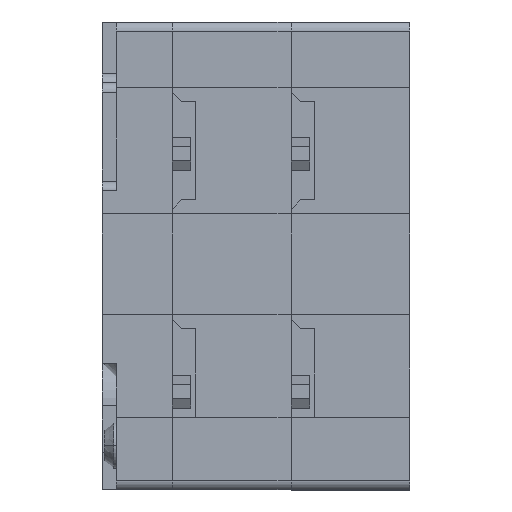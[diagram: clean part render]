
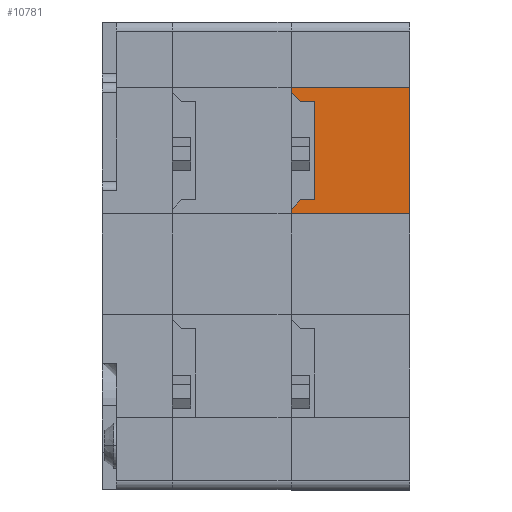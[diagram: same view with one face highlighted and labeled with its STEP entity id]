
A CAD part, front view. The second image highlights one B-rep face of the part: STEP entity #10781.
In plain terms, the highlighted planar face has unit normal (0, -1, 0).
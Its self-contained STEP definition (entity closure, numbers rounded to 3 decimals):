
#125 = EDGE_CURVE ( 'NONE', #12212, #1614, #4184, .T. ) ;
#289 = EDGE_CURVE ( 'NONE', #6142, #3250, #10140, .T. ) ;
#469 = VECTOR ( 'NONE', #1612, 1000. ) ;
#929 = PLANE ( 'NONE',  #10174 ) ;
#1120 = ORIENTED_EDGE ( 'NONE', *, *, #10293, .T. ) ;
#1152 = DIRECTION ( 'NONE',  ( 0., -1., 0. ) ) ;
#1453 = DIRECTION ( 'NONE',  ( 0., 0., -1. ) ) ;
#1612 = DIRECTION ( 'NONE',  ( 0., 0., -1. ) ) ;
#1614 = VERTEX_POINT ( 'NONE', #9706 ) ;
#1736 = ORIENTED_EDGE ( 'NONE', *, *, #289, .F. ) ;
#1886 = VECTOR ( 'NONE', #11181, 1000. ) ;
#2020 = VERTEX_POINT ( 'NONE', #9479 ) ;
#2022 = CARTESIAN_POINT ( 'NONE',  ( 5.9, 0.3, 2.54 ) ) ;
#2075 = CARTESIAN_POINT ( 'NONE',  ( 8.3, 0.3, 2.34 ) ) ;
#2153 = VECTOR ( 'NONE', #1453, 1000. ) ;
#2401 = LINE ( 'NONE', #9928, #2153 ) ;
#2412 = EDGE_CURVE ( 'NONE', #5561, #2773, #5221, .T. ) ;
#2448 = CARTESIAN_POINT ( 'NONE',  ( 6.2, 0.3, 2.04 ) ) ;
#2556 = CARTESIAN_POINT ( 'NONE',  ( 6.2, 0.3, 2.34 ) ) ;
#2669 = VECTOR ( 'NONE', #5375, 1000. ) ;
#2719 = VECTOR ( 'NONE', #11740, 1000. ) ;
#2773 = VERTEX_POINT ( 'NONE', #3399 ) ;
#2816 = ORIENTED_EDGE ( 'NONE', *, *, #6541, .T. ) ;
#2938 = LINE ( 'NONE', #6686, #6465 ) ;
#3072 = ORIENTED_EDGE ( 'NONE', *, *, #2412, .T. ) ;
#3202 = CARTESIAN_POINT ( 'NONE',  ( 6.2, 0.3, 2.34 ) ) ;
#3250 = VERTEX_POINT ( 'NONE', #7090 ) ;
#3399 = CARTESIAN_POINT ( 'NONE',  ( 5.9, 0.3, 2.54 ) ) ;
#4068 = LINE ( 'NONE', #11596, #2669 ) ;
#4079 = CARTESIAN_POINT ( 'NONE',  ( 8.5, 0.3, 2.54 ) ) ;
#4119 = LINE ( 'NONE', #3202, #9291 ) ;
#4184 = LINE ( 'NONE', #10707, #8166 ) ;
#4368 = EDGE_CURVE ( 'NONE', #5046, #5561, #4119, .T. ) ;
#4660 = DIRECTION ( 'NONE',  ( 0., 0., -1. ) ) ;
#4737 = ORIENTED_EDGE ( 'NONE', *, *, #5154, .T. ) ;
#4763 = CARTESIAN_POINT ( 'NONE',  ( 6., 0.3, 2.54 ) ) ;
#4938 = ORIENTED_EDGE ( 'NONE', *, *, #10158, .F. ) ;
#4950 = DIRECTION ( 'NONE',  ( 1., 0., 0. ) ) ;
#5046 = VERTEX_POINT ( 'NONE', #8919 ) ;
#5154 = EDGE_CURVE ( 'NONE', #6142, #8730, #10195, .T. ) ;
#5221 = LINE ( 'NONE', #11680, #2719 ) ;
#5237 = EDGE_CURVE ( 'NONE', #2773, #2020, #2938, .T. ) ;
#5375 = DIRECTION ( 'NONE',  ( -1., 0., 0. ) ) ;
#5561 = VERTEX_POINT ( 'NONE', #4763 ) ;
#5624 = ORIENTED_EDGE ( 'NONE', *, *, #4368, .T. ) ;
#5851 = VECTOR ( 'NONE', #8769, 1000. ) ;
#6142 = VERTEX_POINT ( 'NONE', #8030 ) ;
#6465 = VECTOR ( 'NONE', #4660, 1000. ) ;
#6541 = EDGE_CURVE ( 'NONE', #12072, #1614, #2401, .T. ) ;
#6686 = CARTESIAN_POINT ( 'NONE',  ( 5.9, 0.3, 4.04 ) ) ;
#7090 = CARTESIAN_POINT ( 'NONE',  ( 8.6, 0.3, 0. ) ) ;
#7398 = ORIENTED_EDGE ( 'NONE', *, *, #125, .F. ) ;
#7700 = LINE ( 'NONE', #4079, #5851 ) ;
#7843 = CARTESIAN_POINT ( 'NONE',  ( 8.5, 0.3, 2.54 ) ) ;
#7907 = ORIENTED_EDGE ( 'NONE', *, *, #12147, .F. ) ;
#8030 = CARTESIAN_POINT ( 'NONE',  ( 8.6, 0.3, 2.54 ) ) ;
#8166 = VECTOR ( 'NONE', #8986, 1000. ) ;
#8579 = LINE ( 'NONE', #2556, #1886 ) ;
#8730 = VERTEX_POINT ( 'NONE', #7843 ) ;
#8769 = DIRECTION ( 'NONE',  ( -0.707, 0., -0.707 ) ) ;
#8919 = CARTESIAN_POINT ( 'NONE',  ( 6.2, 0.3, 2.34 ) ) ;
#8986 = DIRECTION ( 'NONE',  ( 1., 0., 0. ) ) ;
#9029 = VECTOR ( 'NONE', #10137, 1000. ) ;
#9291 = VECTOR ( 'NONE', #9792, 1000. ) ;
#9479 = CARTESIAN_POINT ( 'NONE',  ( 5.9, 0.3, 0. ) ) ;
#9706 = CARTESIAN_POINT ( 'NONE',  ( 8.3, 0.3, 2.04 ) ) ;
#9792 = DIRECTION ( 'NONE',  ( -0.707, 0., 0.707 ) ) ;
#9795 = EDGE_LOOP ( 'NONE', ( #1736, #4737, #1120, #2816, #7398, #4938, #5624, #3072, #11294, #7907 ) ) ;
#9928 = CARTESIAN_POINT ( 'NONE',  ( 8.3, 0.3, 2.34 ) ) ;
#10137 = DIRECTION ( 'NONE',  ( -1., 0., 0. ) ) ;
#10140 = LINE ( 'NONE', #10201, #469 ) ;
#10158 = EDGE_CURVE ( 'NONE', #5046, #12212, #8579, .T. ) ;
#10174 = AXIS2_PLACEMENT_3D ( 'NONE', #2022, #1152, #4950 ) ;
#10195 = LINE ( 'NONE', #12047, #9029 ) ;
#10201 = CARTESIAN_POINT ( 'NONE',  ( 8.6, 0.3, 3.74 ) ) ;
#10290 = FACE_OUTER_BOUND ( 'NONE', #9795, .T. ) ;
#10293 = EDGE_CURVE ( 'NONE', #8730, #12072, #7700, .T. ) ;
#10707 = CARTESIAN_POINT ( 'NONE',  ( 6.2, 0.3, 2.04 ) ) ;
#10781 = ADVANCED_FACE ( 'NONE', ( #10290 ), #929, .T. ) ;
#11181 = DIRECTION ( 'NONE',  ( 0., 0., -1. ) ) ;
#11294 = ORIENTED_EDGE ( 'NONE', *, *, #5237, .T. ) ;
#11596 = CARTESIAN_POINT ( 'NONE',  ( 8.6, 0.3, 0. ) ) ;
#11680 = CARTESIAN_POINT ( 'NONE',  ( 5.9, 0.3, 2.54 ) ) ;
#11740 = DIRECTION ( 'NONE',  ( -1., 0., 0. ) ) ;
#12047 = CARTESIAN_POINT ( 'NONE',  ( 5.9, 0.3, 2.54 ) ) ;
#12072 = VERTEX_POINT ( 'NONE', #2075 ) ;
#12147 = EDGE_CURVE ( 'NONE', #3250, #2020, #4068, .T. ) ;
#12212 = VERTEX_POINT ( 'NONE', #2448 ) ;
